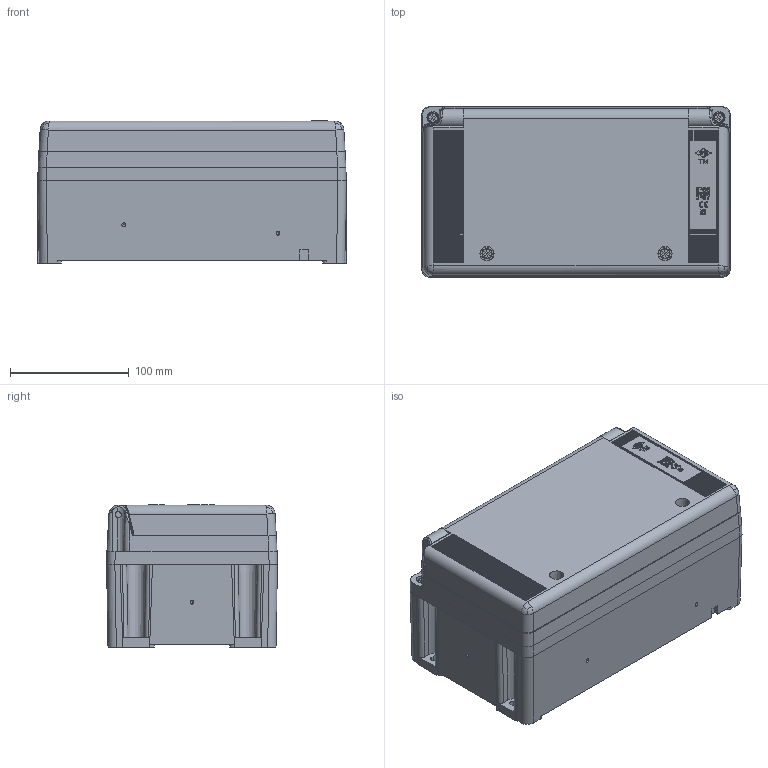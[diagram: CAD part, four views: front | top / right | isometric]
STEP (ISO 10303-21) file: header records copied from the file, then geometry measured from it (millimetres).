
FILE_DESCRIPTION(('Creo Elements/Direct Modeling STEP Export'),'2;1');
FILE_NAME('223mj5460vmt4eq11940','2024-01-31T13:52:35',(''),(''),'Creo Elements/Direct Modeling STEP processor for AP214 (Solid Model)','Creo Elements/Direct Modeling 20.5B 27-May-2023 (C) Parametric Technology GmbH','');
FILE_SCHEMA(('AUTOMOTIVE_DESIGN { 1 0 10303 214 1 1 1 1 }'));
Length unit declared in the file: millimetre
Products named in the file (4): SCATOLA_2614; SPORTELLO_2614; CALOTTA_2614; TM_2614_GB
Assembly tree (3 placements, depth 2):
  TM_2614_GB
    CALOTTA_2614
    SPORTELLO_2614
    SCATOLA_2614
Bounding box: 260 x 144 x 120.4 mm (x, y, z)
Volume: 1426697.4 mm3; surface area: 413569.4 mm2
Topology: 3 solids, 8 shells, 1380 faces, 3692 edges, 2441 vertices
Faces by surface type: plane 1078, cylinder 171, cone 78, bspline 30, torus 20, extrusion 3
Entity records: 61465 total; most frequent: CARTESIAN_POINT 16942, ORIENTED_EDGE 7348, DIRECTION 6225, EDGE_CURVE 3674, VECTOR 2903, LINE 2900, VERTEX_POINT 2441, AXIS2_PLACEMENT_3D 1661
